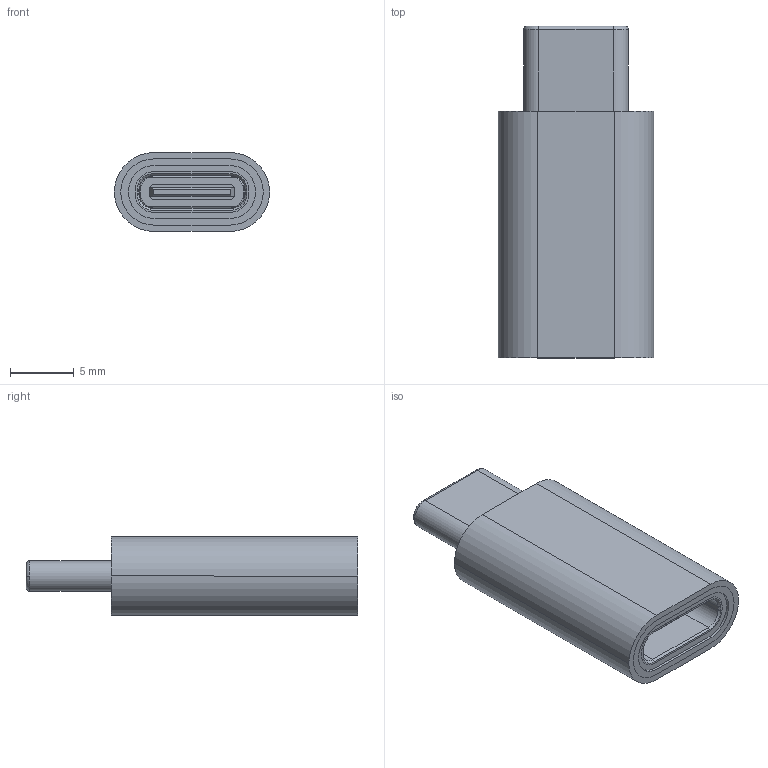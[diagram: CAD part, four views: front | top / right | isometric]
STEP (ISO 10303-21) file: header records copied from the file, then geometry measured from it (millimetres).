
FILE_DESCRIPTION (( 'STEP AP214' ), '1' );
FILE_NAME ('LU3CMCFA_3D.step', '2024-10-10T21:22:50', ( '' ), ( '' ), 'SwSTEP 2.0', 'SolidWorks 2022', '' );
FILE_SCHEMA (( 'AUTOMOTIVE_DESIGN' ));
Length unit declared in the file: inch
Products named in the file (44): TYPE_CM_9_8MM_ASM_3_ASM_1_ASM^ASM0001_ASM(2)_164-196-U3CMCFA- TYPE CM TO CF(2)_LU3CMCFA; 164-196-U3CMCFA- TYPE CM TO CF(2)^LU3CMCFA; ____1_AF0_1_1_1^DUANZI-7P____10_3_ASM_2_ASM_1_A_ASM_ASM0014_ASM_2_ASM_2_ASM_1_ASM_TYPE_CM_9_8MM_ASM_3_ASM_1_ASM_ASM0001_ASM(2)_164-196-U3CMCFA- TYPE CM TO CF(2)_LU3CMCFA; MANIFOLD_SOLID_BREP_12958_1^TYPECFDZ_7_ASM_1_ASM_TYPECF_ASM_14_ASM_1_ASM_TYPECF_ASM_ASM_1_ASM_TYPECF_ASM(2)_164-196-U3CMCFA- TYPE CM TO CF(2)_LU3CMCFA; TYPE_C_10_30_2_4_1^ASM0014_ASM_2_ASM_2_ASM_1_ASM_TYPE_CM_9_8MM_ASM_3_ASM_1_ASM_ASM0001_ASM(2)_164-196-U3CMCFA- TYPE CM TO CF(2)_LU3CMCFA; MANIFOLD_SOLID_BREP_4682_1^TYPECFDZ_7_ASM_1_ASM_TYPECF_ASM_14_ASM_1_ASM_TYPECF_ASM_ASM_1_ASM_TYPECF_ASM(2)_164-196-U3CMCFA- TYPE CM TO CF(2)_LU3CMCFA; TYPECFGANGKE_15_1^TYPECF_ASM_14_ASM_1_ASM_TYPECF_ASM_ASM_1_ASM_TYPECF_ASM(2)_164-196-U3CMCFA- TYPE CM TO CF(2)_LU3CMCFA; MANIFOLD_SOLID_BREP_15165_1^TYPECFDZ_7_ASM_1_ASM_TYPECF_ASM_14_ASM_1_ASM_TYPECF_ASM_ASM_1_ASM_TYPECF_ASM(2)_164-196-U3CMCFA- TYPE CM TO CF(2)_LU3CMCFA; TYPECFDZ_7_ASM_1_ASM^TYPECF_ASM_14_ASM_1_ASM_TYPECF_ASM_ASM_1_ASM_TYPECF_ASM(2)_164-196-U3CMCFA- TYPE CM TO CF(2)_LU3CMCFA; ASM0001_ASM(2)^164-196-U3CMCFA- TYPE CM TO CF(2)_LU3CMCFA; TYPECF_ASM(2)^164-196-U3CMCFA- TYPE CM TO CF(2)_LU3CMCFA; ____2_AF0_1_1_1^DUANZI-7P____10_3_ASM_2_ASM_1_A_ASM_ASM0014_ASM_2_ASM_2_ASM_1_ASM_TYPE_CM_9_8MM_ASM_3_ASM_1_ASM_ASM0001_ASM(2)_164-196-U3CMCFA- TYPE CM TO CF(2)_LU3CMCFA; MANIFOLD_SOLID_BREP_14170_1^TYPECFDZ_7_ASM_1_ASM_TYPECF_ASM_14_ASM_1_ASM_TYPECF_ASM_ASM_1_ASM_TYPECF_ASM(2)_164-196-U3CMCFA- TYPE CM TO CF(2)_LU3CMCFA; ____5_AF0_1_1_1^DUANZI-7P____10_3_ASM_2_ASM_1_A_ASM_ASM0014_ASM_2_ASM_2_ASM_1_ASM_TYPE_CM_9_8MM_ASM_3_ASM_1_ASM_ASM0001_ASM(2)_164-196-U3CMCFA- TYPE CM TO CF(2)_LU3CMCFA; ____7_AF0_1_1_1^DUANZI-7P____10_3_ASM_2_ASM_1_A_ASM_ASM0014_ASM_2_ASM_2_ASM_1_ASM_TYPE_CM_9_8MM_ASM_3_ASM_1_ASM_ASM0001_ASM(2)_164-196-U3CMCFA- TYPE CM TO CF(2)_LU3CMCFA; ____10_30_____2_8_1^ASM0014_ASM_2_ASM_2_ASM_1_ASM_TYPE_CM_9_8MM_ASM_3_ASM_1_ASM_ASM0001_ASM(2)_164-196-U3CMCFA- TYPE CM TO CF(2)_LU3CMCFA; PRODUCT_28969_1_1_1^ASM0014_ASM_2_ASM_2_ASM_1_ASM_TYPE_CM_9_8MM_ASM_3_ASM_1_ASM_ASM0001_ASM(2)_164-196-U3CMCFA- TYPE CM TO CF(2)_LU3CMCFA; PRODUCT_23343_1_1_1^ASM0014_ASM_2_ASM_2_ASM_1_ASM_TYPE_CM_9_8MM_ASM_3_ASM_1_ASM_ASM0001_ASM(2)_164-196-U3CMCFA- TYPE CM TO CF(2)_LU3CMCFA; MANIFOLD_SOLID_BREP_8320_1^TYPECFDZ_7_ASM_1_ASM_TYPECF_ASM_14_ASM_1_ASM_TYPECF_ASM_ASM_1_ASM_TYPECF_ASM(2)_164-196-U3CMCFA- TYPE CM TO CF(2)_LU3CMCFA; ASM0014_ASM_2_ASM_2_ASM_1_ASM^TYPE_CM_9_8MM_ASM_3_ASM_1_ASM_ASM0001_ASM(2)_164-196-U3CMCFA- TYPE CM TO CF(2)_LU3CMCFA; 21-134_ASM_1_ASM^164-196-U3CMCFA- TYPE CM TO CF(2)_LU3CMCFA; ____8_AF0_1_1_1^DUANZI-7P____10_3_ASM_2_ASM_1_A_ASM_ASM0014_ASM_2_ASM_2_ASM_1_ASM_TYPE_CM_9_8MM_ASM_3_ASM_1_ASM_ASM0001_ASM(2)_164-196-U3CMCFA- TYPE CM TO CF(2)_LU3CMCFA; 111_01_1^21-134_ASM_1_ASM_164-196-U3CMCFA- TYPE CM TO CF(2)_LU3CMCFA; MANIFOLD_SOLID_BREP_3687_1^TYPECFDZ_7_ASM_1_ASM_TYPECF_ASM_14_ASM_1_ASM_TYPECF_ASM_ASM_1_ASM_TYPECF_ASM(2)_164-196-U3CMCFA- TYPE CM TO CF(2)_LU3CMCFA; ____6_AF0_1_1_1^DUANZI-7P____10_3_ASM_2_ASM_1_A_ASM_ASM0014_ASM_2_ASM_2_ASM_1_ASM_TYPE_CM_9_8MM_ASM_3_ASM_1_ASM_ASM0001_ASM(2)_164-196-U3CMCFA- TYPE CM TO CF(2)_LU3CMCFA; TYPECFJIAOXIN_8_1^TYPECF_ASM_14_ASM_1_ASM_TYPECF_ASM_ASM_1_ASM_TYPECF_ASM(2)_164-196-U3CMCFA- TYPE CM TO CF(2)_LU3CMCFA; ____9_AF0_1_1_1^DUANZI-7P____10_3_ASM_2_ASM_1_A_ASM_ASM0014_ASM_2_ASM_2_ASM_1_ASM_TYPE_CM_9_8MM_ASM_3_ASM_1_ASM_ASM0001_ASM(2)_164-196-U3CMCFA- TYPE CM TO CF(2)_LU3CMCFA; ____4_AF0_1_1_1^DUANZI-7P____10_3_ASM_2_ASM_1_A_ASM_ASM0014_ASM_2_ASM_2_ASM_1_ASM_TYPE_CM_9_8MM_ASM_3_ASM_1_ASM_ASM0001_ASM(2)_164-196-U3CMCFA- TYPE CM TO CF(2)_LU3CMCFA; ____10_AF0_1_1_1^DUANZI-7P____10_3_ASM_2_ASM_1_A_ASM_ASM0014_ASM_2_ASM_2_ASM_1_ASM_TYPE_CM_9_8MM_ASM_3_ASM_1_ASM_ASM0001_ASM(2)_164-196-U3CMCFA- TYPE CM TO CF(2)_LU3CMCFA; PRT0003_01_1^21-134_ASM_1_ASM_164-196-U3CMCFA- TYPE CM TO CF(2)_LU3CMCFA; DUANZI-7P____10_3_ASM_2_ASM_1_A_ASM^ASM0014_ASM_2_ASM_2_ASM_1_ASM_TYPE_CM_9_8MM_ASM_3_ASM_1_ASM_ASM0001_ASM(2)_164-196-U3CMCFA- TYPE CM TO CF(2)_LU3CMCFA; LU3CMCFA_3D; MANIFOLD_SOLID_BREP_16160_1^TYPECFDZ_7_ASM_1_ASM_TYPECF_ASM_14_ASM_1_ASM_TYPECF_ASM_ASM_1_ASM_TYPECF_ASM(2)_164-196-U3CMCFA- TYPE CM TO CF(2)_LU3CMCFA; MANIFOLD_SOLID_BREP_10529_1^TYPECFDZ_7_ASM_1_ASM_TYPECF_ASM_14_ASM_1_ASM_TYPECF_ASM_ASM_1_ASM_TYPECF_ASM(2)_164-196-U3CMCFA- TYPE CM TO CF(2)_LU3CMCFA; ____3_AF0_1_1_1^DUANZI-7P____10_3_ASM_2_ASM_1_A_ASM_ASM0014_ASM_2_ASM_2_ASM_1_ASM_TYPE_CM_9_8MM_ASM_3_ASM_1_ASM_ASM0001_ASM(2)_164-196-U3CMCFA- TYPE CM TO CF(2)_LU3CMCFA; MANIFOLD_SOLID_BREP_11746_1^TYPECFDZ_7_ASM_1_ASM_TYPECF_ASM_14_ASM_1_ASM_TYPECF_ASM_ASM_1_ASM_TYPECF_ASM(2)_164-196-U3CMCFA- TYPE CM TO CF(2)_LU3CMCFA; TYPECF_ASM_ASM_1_ASM^TYPECF_ASM(2)_164-196-U3CMCFA- TYPE CM TO CF(2)_LU3CMCFA; TYPECF_ASM_14_ASM_1_ASM^TYPECF_ASM_ASM_1_ASM_TYPECF_ASM(2)_164-196-U3CMCFA- TYPE CM TO CF(2)_LU3CMCFA; ____LATCH_1_2_2_1^ASM0014_ASM_2_ASM_2_ASM_1_ASM_TYPE_CM_9_8MM_ASM_3_ASM_1_ASM_ASM0001_ASM(2)_164-196-U3CMCFA- TYPE CM TO CF(2)_LU3CMCFA; ____11_AF0_1_1_1^DUANZI-7P____10_3_ASM_2_ASM_1_A_ASM_ASM0014_ASM_2_ASM_2_ASM_1_ASM_TYPE_CM_9_8MM_ASM_3_ASM_1_ASM_ASM0001_ASM(2)_164-196-U3CMCFA- TYPE CM TO CF(2)_LU3CMCFA ...
Assembly tree (47 placements, depth 7):
  LU3CMCFA_3D
    164-196-U3CMCFA- TYPE CM TO CF(2)^LU3CMCFA
      21-134_ASM_1_ASM^164-196-U3CMCFA- TYPE CM TO CF(2)_LU3CMCFA
        111_01_1^21-134_ASM_1_ASM_164-196-U3CMCFA- TYPE CM TO CF(2)_LU3CMCFA
        PRT0003_01_1^21-134_ASM_1_ASM_164-196-U3CMCFA- TYPE CM TO CF(2)_LU3CMCFA
      TYPECF_ASM(2)^164-196-U3CMCFA- TYPE CM TO CF(2)_LU3CMCFA
        TYPECF_ASM_ASM_1_ASM^TYPECF_ASM(2)_164-196-U3CMCFA- TYPE CM TO CF(2)_LU3CMCFA
          TYPECF_ASM_14_ASM_1_ASM^TYPECF_ASM_ASM_1_ASM_TYPECF_ASM(2)_164-196-U3CMCFA- TYPE CM TO CF(2)_LU3CMCFA
            TYPECFDZ_7_ASM_1_ASM^TYPECF_ASM_14_ASM_1_ASM_TYPECF_ASM_ASM_1_ASM_TYPECF_ASM(2)_164-196-U3CMCFA- TYPE CM TO CF(2)_LU3CMCFA  x2
              MANIFOLD_SOLID_BREP_3687_1^TYPECFDZ_7_ASM_1_ASM_TYPECF_ASM_14_ASM_1_ASM_TYPECF_ASM_ASM_1_ASM_TYPECF_ASM(2)_164-196-U3CMCFA- TYPE CM TO CF(2)_LU3CMCFA
              MANIFOLD_SOLID_BREP_4682_1^TYPECFDZ_7_ASM_1_ASM_TYPECF_ASM_14_ASM_1_ASM_TYPECF_ASM_ASM_1_ASM_TYPECF_ASM(2)_164-196-U3CMCFA- TYPE CM TO CF(2)_LU3CMCFA
              MANIFOLD_SOLID_BREP_5894_1^TYPECFDZ_7_ASM_1_ASM_TYPECF_ASM_14_ASM_1_ASM_TYPECF_ASM_ASM_1_ASM_TYPECF_ASM(2)_164-196-U3CMCFA- TYPE CM TO CF(2)_LU3CMCFA
              MANIFOLD_SOLID_BREP_7106_1^TYPECFDZ_7_ASM_1_ASM_TYPECF_ASM_14_ASM_1_ASM_TYPECF_ASM_ASM_1_ASM_TYPECF_ASM(2)_164-196-U3CMCFA- TYPE CM TO CF(2)_LU3CMCFA
              MANIFOLD_SOLID_BREP_8320_1^TYPECFDZ_7_ASM_1_ASM_TYPECF_ASM_14_ASM_1_ASM_TYPECF_ASM_ASM_1_ASM_TYPECF_ASM(2)_164-196-U3CMCFA- TYPE CM TO CF(2)_LU3CMCFA
              MANIFOLD_SOLID_BREP_9534_1^TYPECFDZ_7_ASM_1_ASM_TYPECF_ASM_14_ASM_1_ASM_TYPECF_ASM_ASM_1_ASM_TYPECF_ASM(2)_164-196-U3CMCFA- TYPE CM TO CF(2)_LU3CMCFA
              MANIFOLD_SOLID_BREP_10529_1^TYPECFDZ_7_ASM_1_ASM_TYPECF_ASM_14_ASM_1_ASM_TYPECF_ASM_ASM_1_ASM_TYPECF_ASM(2)_164-196-U3CMCFA- TYPE CM TO CF(2)_LU3CMCFA
              MANIFOLD_SOLID_BREP_11746_1^TYPECFDZ_7_ASM_1_ASM_TYPECF_ASM_14_ASM_1_ASM_TYPECF_ASM_ASM_1_ASM_TYPECF_ASM(2)_164-196-U3CMCFA- TYPE CM TO CF(2)_LU3CMCFA
              MANIFOLD_SOLID_BREP_12958_1^TYPECFDZ_7_ASM_1_ASM_TYPECF_ASM_14_ASM_1_ASM_TYPECF_ASM_ASM_1_ASM_TYPECF_ASM(2)_164-196-U3CMCFA- TYPE CM TO CF(2)_LU3CMCFA
              MANIFOLD_SOLID_BREP_14170_1^TYPECFDZ_7_ASM_1_ASM_TYPECF_ASM_14_ASM_1_ASM_TYPECF_ASM_ASM_1_ASM_TYPECF_ASM(2)_164-196-U3CMCFA- TYPE CM TO CF(2)_LU3CMCFA
              MANIFOLD_SOLID_BREP_15165_1^TYPECFDZ_7_ASM_1_ASM_TYPECF_ASM_14_ASM_1_ASM_TYPECF_ASM_ASM_1_ASM_TYPECF_ASM(2)_164-196-U3CMCFA- TYPE CM TO CF(2)_LU3CMCFA
              MANIFOLD_SOLID_BREP_16160_1^TYPECFDZ_7_ASM_1_ASM_TYPECF_ASM_14_ASM_1_ASM_TYPECF_ASM_ASM_1_ASM_TYPECF_ASM(2)_164-196-U3CMCFA- TYPE CM TO CF(2)_LU3CMCFA
            TYPECFJIAOXIN_8_1^TYPECF_ASM_14_ASM_1_ASM_TYPECF_ASM_ASM_1_ASM_TYPECF_ASM(2)_164-196-U3CMCFA- TYPE CM TO CF(2)_LU3CMCFA
            TYPECFGANGKE_15_1^TYPECF_ASM_14_ASM_1_ASM_TYPECF_ASM_ASM_1_ASM_TYPECF_ASM(2)_164-196-U3CMCFA- TYPE CM TO CF(2)_LU3CMCFA
      ASM0001_ASM(2)^164-196-U3CMCFA- TYPE CM TO CF(2)_LU3CMCFA
        TYPE_CM_9_8MM_ASM_3_ASM_1_ASM^ASM0001_ASM(2)_164-196-U3CMCFA- TYPE CM TO CF(2)_LU3CMCFA
          ASM0014_ASM_2_ASM_2_ASM_1_ASM^TYPE_CM_9_8MM_ASM_3_ASM_1_ASM_ASM0001_ASM(2)_164-196-U3CMCFA- TYPE CM TO CF(2)_LU3CMCFA
            DUANZI-7P____10_3_ASM_2_ASM_1_A_ASM^ASM0014_ASM_2_ASM_2_ASM_1_ASM_TYPE_CM_9_8MM_ASM_3_ASM_1_ASM_ASM0001_ASM(2)_164-196-U3CMCFA- TYPE CM TO CF(2)_LU3CMCFA  x2
              ____12_AF0_1_1_1^DUANZI-7P____10_3_ASM_2_ASM_1_A_ASM_ASM0014_ASM_2_ASM_2_ASM_1_ASM_TYPE_CM_9_8MM_ASM_3_ASM_1_ASM_ASM0001_ASM(2)_164-196-U3CMCFA- TYPE CM TO CF(2)_LU3CMCFA
              ____6_AF0_1_1_1^DUANZI-7P____10_3_ASM_2_ASM_1_A_ASM_ASM0014_ASM_2_ASM_2_ASM_1_ASM_TYPE_CM_9_8MM_ASM_3_ASM_1_ASM_ASM0001_ASM(2)_164-196-U3CMCFA- TYPE CM TO CF(2)_LU3CMCFA
              ____11_AF0_1_1_1^DUANZI-7P____10_3_ASM_2_ASM_1_A_ASM_ASM0014_ASM_2_ASM_2_ASM_1_ASM_TYPE_CM_9_8MM_ASM_3_ASM_1_ASM_ASM0001_ASM(2)_164-196-U3CMCFA- TYPE CM TO CF(2)_LU3CMCFA
              ____3_AF0_1_1_1^DUANZI-7P____10_3_ASM_2_ASM_1_A_ASM_ASM0014_ASM_2_ASM_2_ASM_1_ASM_TYPE_CM_9_8MM_ASM_3_ASM_1_ASM_ASM0001_ASM(2)_164-196-U3CMCFA- TYPE CM TO CF(2)_LU3CMCFA
              ____4_AF0_1_1_1^DUANZI-7P____10_3_ASM_2_ASM_1_A_ASM_ASM0014_ASM_2_ASM_2_ASM_1_ASM_TYPE_CM_9_8MM_ASM_3_ASM_1_ASM_ASM0001_ASM(2)_164-196-U3CMCFA- TYPE CM TO CF(2)_LU3CMCFA
              ____9_AF0_1_1_1^DUANZI-7P____10_3_ASM_2_ASM_1_A_ASM_ASM0014_ASM_2_ASM_2_ASM_1_ASM_TYPE_CM_9_8MM_ASM_3_ASM_1_ASM_ASM0001_ASM(2)_164-196-U3CMCFA- TYPE CM TO CF(2)_LU3CMCFA
              ____10_AF0_1_1_1^DUANZI-7P____10_3_ASM_2_ASM_1_A_ASM_ASM0014_ASM_2_ASM_2_ASM_1_ASM_TYPE_CM_9_8MM_ASM_3_ASM_1_ASM_ASM0001_ASM(2)_164-196-U3CMCFA- TYPE CM TO CF(2)_LU3CMCFA
              ____7_AF0_1_1_1^DUANZI-7P____10_3_ASM_2_ASM_1_A_ASM_ASM0014_ASM_2_ASM_2_ASM_1_ASM_TYPE_CM_9_8MM_ASM_3_ASM_1_ASM_ASM0001_ASM(2)_164-196-U3CMCFA- TYPE CM TO CF(2)_LU3CMCFA
              ____1_AF0_1_1_1^DUANZI-7P____10_3_ASM_2_ASM_1_A_ASM_ASM0014_ASM_2_ASM_2_ASM_1_ASM_TYPE_CM_9_8MM_ASM_3_ASM_1_ASM_ASM0001_ASM(2)_164-196-U3CMCFA- TYPE CM TO CF(2)_LU3CMCFA
              ____5_AF0_1_1_1^DUANZI-7P____10_3_ASM_2_ASM_1_A_ASM_ASM0014_ASM_2_ASM_2_ASM_1_ASM_TYPE_CM_9_8MM_ASM_3_ASM_1_ASM_ASM0001_ASM(2)_164-196-U3CMCFA- TYPE CM TO CF(2)_LU3CMCFA
              ____2_AF0_1_1_1^DUANZI-7P____10_3_ASM_2_ASM_1_A_ASM_ASM0014_ASM_2_ASM_2_ASM_1_ASM_TYPE_CM_9_8MM_ASM_3_ASM_1_ASM_ASM0001_ASM(2)_164-196-U3CMCFA- TYPE CM TO CF(2)_LU3CMCFA
              ____8_AF0_1_1_1^DUANZI-7P____10_3_ASM_2_ASM_1_A_ASM_ASM0014_ASM_2_ASM_2_ASM_1_ASM_TYPE_CM_9_8MM_ASM_3_ASM_1_ASM_ASM0001_ASM(2)_164-196-U3CMCFA- TYPE CM TO CF(2)_LU3CMCFA
            PRODUCT_23343_1_1_1^ASM0014_ASM_2_ASM_2_ASM_1_ASM_TYPE_CM_9_8MM_ASM_3_ASM_1_ASM_ASM0001_ASM(2)_164-196-U3CMCFA- TYPE CM TO CF(2)_LU3CMCFA
            PRODUCT_28969_1_1_1^ASM0014_ASM_2_ASM_2_ASM_1_ASM_TYPE_CM_9_8MM_ASM_3_ASM_1_ASM_ASM0001_ASM(2)_164-196-U3CMCFA- TYPE CM TO CF(2)_LU3CMCFA  x2
            ____10_30_____2_8_1^ASM0014_ASM_2_ASM_2_ASM_1_ASM_TYPE_CM_9_8MM_ASM_3_ASM_1_ASM_ASM0001_ASM(2)_164-196-U3CMCFA- TYPE CM TO CF(2)_LU3CMCFA
            TYPE_C_10_30_2_4_1^ASM0014_ASM_2_ASM_2_ASM_1_ASM_TYPE_CM_9_8MM_ASM_3_ASM_1_ASM_ASM0001_ASM(2)_164-196-U3CMCFA- TYPE CM TO CF(2)_LU3CMCFA  x2
            ____LATCH_1_2_2_1^ASM0014_ASM_2_ASM_2_ASM_1_ASM_TYPE_CM_9_8MM_ASM_3_ASM_1_ASM_ASM0001_ASM(2)_164-196-U3CMCFA- TYPE CM TO CF(2)_LU3CMCFA
Bounding box: 12.2 x 26.1 x 6.2 mm (x, y, z)
Volume: 1304.7 mm3; surface area: 4154.7 mm2
Topology: 59 solids, 59 shells, 2875 faces, 8205 edges, 5351 vertices
Faces by surface type: plane 1989, cylinder 836, torus 25, cone 13, bspline 12
Entity records: 64368 total; most frequent: CARTESIAN_POINT 12655, ORIENTED_EDGE 10804, DIRECTION 10045, EDGE_CURVE 5402, VECTOR 4181, LINE 4181, VERTEX_POINT 3495, AXIS2_PLACEMENT_3D 2932
